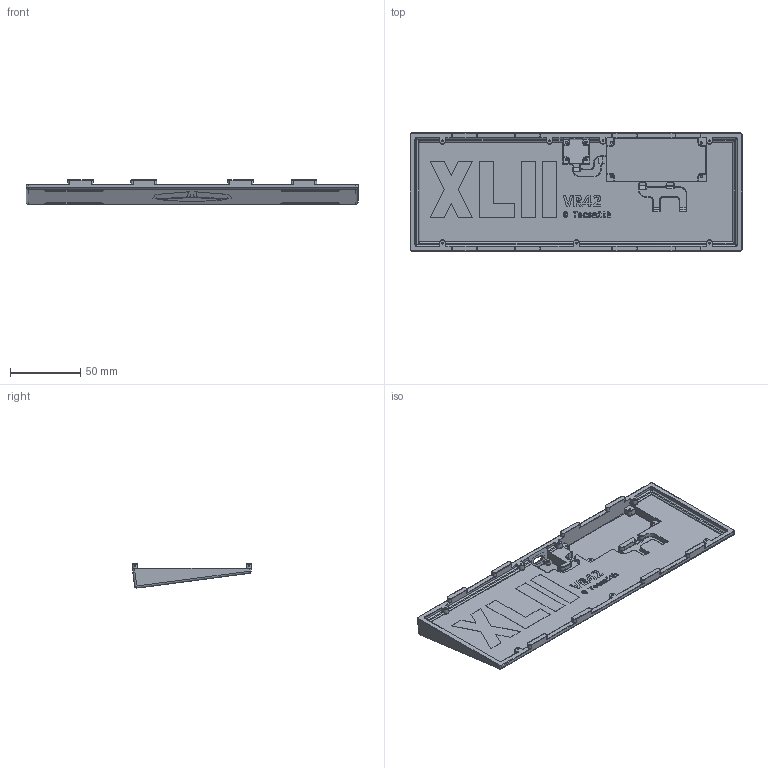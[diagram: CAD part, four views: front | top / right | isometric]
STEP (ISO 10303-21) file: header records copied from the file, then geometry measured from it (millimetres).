
FILE_DESCRIPTION(/* description */ ('','CAx-IF Rec.Pracs.---Representation and Presentation of Product Manufacturing Information (PMI)---4.0---2014-10-13'),/* implementation_level */ '2;1');
FILE_NAME(/* name */ '9d3b1680-0bb5-462e-9693-589275db0378.stp',/* time_stamp */ '2024-11-20T23:18:16Z',/* author */ (''),/* organization */ (''),/* preprocessor_version */ 'ST-DEVELOPER v20',/* originating_system */ 'Autodesk Translation Framework v13.20.0.188',/* authorisation */ '');
FILE_SCHEMA (('AP242_MANAGED_MODEL_BASED_3D_ENGINEERING_MIM_LF { 1 0 10303 442 1 1 4 }'));
Length unit declared in the file: millimetre
Products named in the file (1): Bottom Case
Bounding box: 236.9 x 84.5 x 17.31 mm (x, y, z)
Volume: 95897.9 mm3; surface area: 50805.7 mm2
Topology: 1 solids, 1 shells, 1170 faces, 3027 edges, 1880 vertices
Faces by surface type: cylinder 378, plane 341, bspline 260, torus 144, sphere 32, cone 15
Full cylindrical faces by diameter (mm): 1.271 x7, 1.623 x8
Entity records: 38913 total; most frequent: CARTESIAN_POINT 11835, ORIENTED_EDGE 6000, DIRECTION 5071, EDGE_CURVE 3000, VERTEX_POINT 1880, AXIS2_PLACEMENT_3D 1767, LINE 1537, VECTOR 1537
